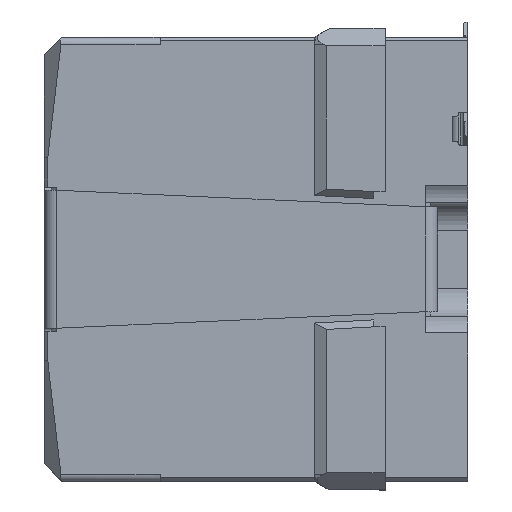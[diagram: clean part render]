
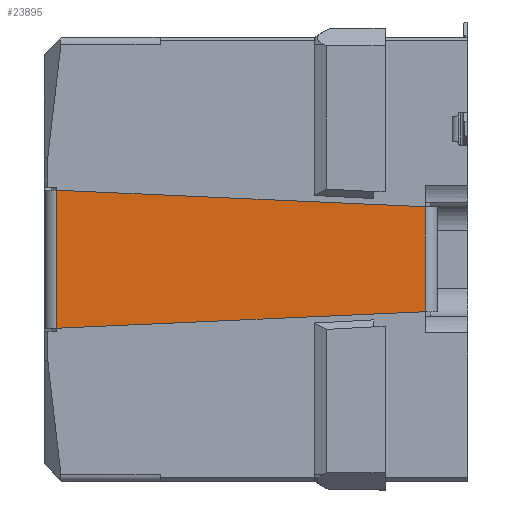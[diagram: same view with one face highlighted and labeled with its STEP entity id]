
A CAD part, left-side view. The second image highlights one B-rep face of the part: STEP entity #23895.
In plain terms, the highlighted planar face has unit normal (-1, 0, 0).
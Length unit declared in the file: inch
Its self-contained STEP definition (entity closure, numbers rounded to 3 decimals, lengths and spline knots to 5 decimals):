
#118 = CARTESIAN_POINT ( 'NONE',  ( -0.30512, -0.07969, 0.1643 ) ) ;
#439 = DIRECTION ( 'NONE',  ( 0., 0., 1. ) ) ;
#891 = EDGE_CURVE ( 'NONE', #12283, #27879, #13715, .T. ) ;
#1552 = EDGE_CURVE ( 'NONE', #15802, #14927, #4099, .T. ) ;
#1654 = EDGE_CURVE ( 'NONE', #12283, #28209, #8515, .T. ) ;
#2266 = VECTOR ( 'NONE', #9407, 39.37008 ) ;
#2676 = LINE ( 'NONE', #9979, #24560 ) ;
#2830 = DIRECTION ( 'NONE',  ( 1., 0., 0. ) ) ;
#3311 = LINE ( 'NONE', #14937, #26771 ) ;
#4099 = LINE ( 'NONE', #15718, #27920 ) ;
#4377 = CARTESIAN_POINT ( 'NONE',  ( -0.30512, -0.33402, 0.34307 ) ) ;
#5221 = CARTESIAN_POINT ( 'NONE',  ( -0.30512, -0.07164, 0.34307 ) ) ;
#5509 = DIRECTION ( 'NONE',  ( 0., 1., 0. ) ) ;
#6005 = VECTOR ( 'NONE', #7149, 39.37008 ) ;
#6393 = VERTEX_POINT ( 'NONE', #13980 ) ;
#6468 = LINE ( 'NONE', #4377, #22526 ) ;
#7149 = DIRECTION ( 'NONE',  ( 0., -0.999, 0.045 ) ) ;
#7353 = AXIS2_PLACEMENT_3D ( 'NONE', #5221, #2830, #5509 ) ;
#7888 = CARTESIAN_POINT ( 'NONE',  ( -0.30512, -0.18306, 0.16895 ) ) ;
#8515 = LINE ( 'NONE', #10318, #13663 ) ;
#8581 = ORIENTED_EDGE ( 'NONE', *, *, #13846, .T. ) ;
#9407 = DIRECTION ( 'NONE',  ( 0., -0.999, -0.045 ) ) ;
#9710 = CARTESIAN_POINT ( 'NONE',  ( -0.30512, -0.07164, 0.30567 ) ) ;
#9979 = CARTESIAN_POINT ( 'NONE',  ( -0.30512, 0.08133, 0.34307 ) ) ;
#10087 = ORIENTED_EDGE ( 'NONE', *, *, #21243, .F. ) ;
#10318 = CARTESIAN_POINT ( 'NONE',  ( -0.30512, -0.07164, 0.16394 ) ) ;
#10603 = DIRECTION ( 'NONE',  ( 0., 0.999, -0.045 ) ) ;
#11808 = VECTOR ( 'NONE', #16517, 39.37008 ) ;
#12071 = LINE ( 'NONE', #18340, #2266 ) ;
#12283 = VERTEX_POINT ( 'NONE', #12467 ) ;
#12421 = DIRECTION ( 'NONE',  ( 0., 0.999, -0.045 ) ) ;
#12467 = CARTESIAN_POINT ( 'NONE',  ( -0.30512, -0.07164, 0.16394 ) ) ;
#13026 = VERTEX_POINT ( 'NONE', #9710 ) ;
#13399 = EDGE_CURVE ( 'NONE', #24371, #13026, #12071, .T. ) ;
#13478 = DIRECTION ( 'NONE',  ( 0., 0., -1. ) ) ;
#13616 = CARTESIAN_POINT ( 'NONE',  ( -0.30512, 0.08133, 0.1571 ) ) ;
#13663 = VECTOR ( 'NONE', #10603, 39.37008 ) ;
#13707 = ORIENTED_EDGE ( 'NONE', *, *, #1552, .F. ) ;
#13715 = LINE ( 'NONE', #118, #6005 ) ;
#13846 = EDGE_CURVE ( 'NONE', #15802, #13026, #27990, .T. ) ;
#13980 = CARTESIAN_POINT ( 'NONE',  ( -0.30512, -0.33402, 0.1757 ) ) ;
#14453 = FACE_OUTER_BOUND ( 'NONE', #25387, .T. ) ;
#14927 = VERTEX_POINT ( 'NONE', #26058 ) ;
#14937 = CARTESIAN_POINT ( 'NONE',  ( -0.30512, -0.33402, 0.1757 ) ) ;
#15004 = ORIENTED_EDGE ( 'NONE', *, *, #18114, .F. ) ;
#15718 = CARTESIAN_POINT ( 'NONE',  ( -0.30512, -0.18306, 0.30066 ) ) ;
#15802 = VERTEX_POINT ( 'NONE', #28949 ) ;
#16517 = DIRECTION ( 'NONE',  ( 0., 0.999, 0.045 ) ) ;
#16695 = PLANE ( 'NONE',  #7353 ) ;
#17370 = ORIENTED_EDGE ( 'NONE', *, *, #1654, .F. ) ;
#17657 = DIRECTION ( 'NONE',  ( 0., -0.999, -0.045 ) ) ;
#18114 = EDGE_CURVE ( 'NONE', #28209, #24371, #2676, .T. ) ;
#18340 = CARTESIAN_POINT ( 'NONE',  ( -0.30512, 0.08133, 0.31251 ) ) ;
#20476 = EDGE_CURVE ( 'NONE', #6393, #27879, #3311, .T. ) ;
#21243 = EDGE_CURVE ( 'NONE', #14927, #6393, #6468, .T. ) ;
#22526 = VECTOR ( 'NONE', #13478, 39.37008 ) ;
#23895 = ADVANCED_FACE ( 'R�duction de d�tails1_394', ( #14453 ), #16695, .F. ) ;
#24349 = CARTESIAN_POINT ( 'NONE',  ( -0.30512, 0.08133, 0.31251 ) ) ;
#24371 = VERTEX_POINT ( 'NONE', #24349 ) ;
#24560 = VECTOR ( 'NONE', #439, 39.37008 ) ;
#25320 = CARTESIAN_POINT ( 'NONE',  ( -0.30512, -0.06996, 0.30575 ) ) ;
#25387 = EDGE_LOOP ( 'NONE', ( #26908, #10087, #13707, #8581, #29058, #15004, #17370, #26521 ) ) ;
#26058 = CARTESIAN_POINT ( 'NONE',  ( -0.30512, -0.33402, 0.29391 ) ) ;
#26521 = ORIENTED_EDGE ( 'NONE', *, *, #891, .T. ) ;
#26771 = VECTOR ( 'NONE', #12421, 39.37008 ) ;
#26908 = ORIENTED_EDGE ( 'NONE', *, *, #20476, .F. ) ;
#27879 = VERTEX_POINT ( 'NONE', #7888 ) ;
#27920 = VECTOR ( 'NONE', #17657, 39.37008 ) ;
#27990 = LINE ( 'NONE', #25320, #11808 ) ;
#28209 = VERTEX_POINT ( 'NONE', #13616 ) ;
#28949 = CARTESIAN_POINT ( 'NONE',  ( -0.30512, -0.18306, 0.30066 ) ) ;
#29058 = ORIENTED_EDGE ( 'NONE', *, *, #13399, .F. ) ;
